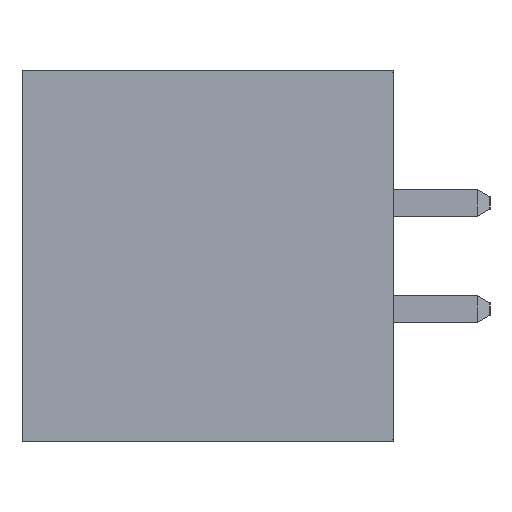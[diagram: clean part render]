
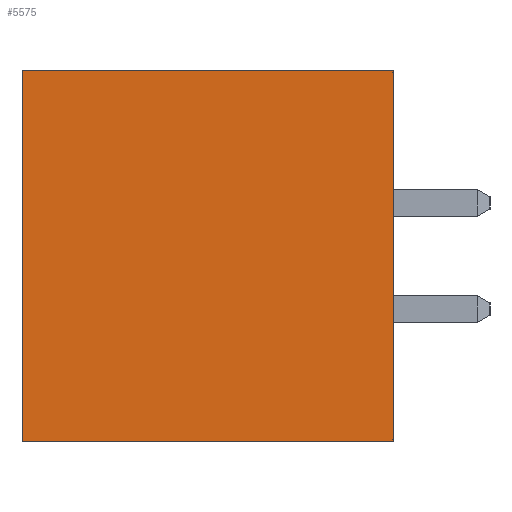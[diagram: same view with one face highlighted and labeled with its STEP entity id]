
A CAD part, left-side view. The second image highlights one B-rep face of the part: STEP entity #5575.
In plain terms, the highlighted planar face has unit normal (-1, 0, 0).
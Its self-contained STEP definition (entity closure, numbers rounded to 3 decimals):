
#5536 = CARTESIAN_POINT ( 'NONE',  ( -5.08, 0., -3.18 ) ) ;
#5537 = VERTEX_POINT ( 'NONE', #5536 ) ;
#5538 = CARTESIAN_POINT ( 'NONE',  ( -5.08, 0., 5.72 ) ) ;
#5539 = VERTEX_POINT ( 'NONE', #5538 ) ;
#5540 = CARTESIAN_POINT ( 'NONE',  ( -5.08, 0., 5.72 ) ) ;
#5541 = DIRECTION ( 'NONE',  ( 0., 0., 1. ) ) ;
#5542 = VECTOR ( 'NONE', #5541, 1000. ) ;
#5543 = LINE ( 'NONE', #5540, #5542 ) ;
#5544 = EDGE_CURVE ( 'NONE', #5537, #5539, #5543, .T. ) ;
#5545 = ORIENTED_EDGE ( 'NONE', *, *, #5544, .T. ) ;
#5546 = CARTESIAN_POINT ( 'NONE',  ( -5.08, 8.9, 5.72 ) ) ;
#5547 = VERTEX_POINT ( 'NONE', #5546 ) ;
#5548 = CARTESIAN_POINT ( 'NONE',  ( -5.08, 8.9, 5.72 ) ) ;
#5549 = DIRECTION ( 'NONE',  ( 0., -1., 0. ) ) ;
#5550 = VECTOR ( 'NONE', #5549, 1000. ) ;
#5551 = LINE ( 'NONE', #5548, #5550 ) ;
#5552 = EDGE_CURVE ( 'NONE', #5547, #5539, #5551, .T. ) ;
#5553 = ORIENTED_EDGE ( 'NONE', *, *, #5552, .F. ) ;
#5554 = CARTESIAN_POINT ( 'NONE',  ( -5.08, 8.9, -3.18 ) ) ;
#5555 = VERTEX_POINT ( 'NONE', #5554 ) ;
#5556 = CARTESIAN_POINT ( 'NONE',  ( -5.08, 8.9, 5.72 ) ) ;
#5557 = DIRECTION ( 'NONE',  ( 0., 0., 1. ) ) ;
#5558 = VECTOR ( 'NONE', #5557, 1000. ) ;
#5559 = LINE ( 'NONE', #5556, #5558 ) ;
#5560 = EDGE_CURVE ( 'NONE', #5555, #5547, #5559, .T. ) ;
#5561 = ORIENTED_EDGE ( 'NONE', *, *, #5560, .F. ) ;
#5562 = CARTESIAN_POINT ( 'NONE',  ( -5.08, 8.9, -3.18 ) ) ;
#5563 = DIRECTION ( 'NONE',  ( 0., -1., 0. ) ) ;
#5564 = VECTOR ( 'NONE', #5563, 1000. ) ;
#5565 = LINE ( 'NONE', #5562, #5564 ) ;
#5566 = EDGE_CURVE ( 'NONE', #5555, #5537, #5565, .T. ) ;
#5567 = ORIENTED_EDGE ( 'NONE', *, *, #5566, .T. ) ;
#5568 = EDGE_LOOP ( 'NONE', ( #5545, #5553, #5561, #5567 ) ) ;
#5569 = FACE_OUTER_BOUND ( 'NONE', #5568, .T. ) ;
#5570 = CARTESIAN_POINT ( 'NONE',  ( -5.08, 8.9, 5.72 ) ) ;
#5571 = DIRECTION ( 'NONE',  ( 1., 0., 0. ) ) ;
#5572 = DIRECTION ( 'NONE',  ( 0., 0., -1. ) ) ;
#5573 = AXIS2_PLACEMENT_3D ( 'NONE', #5570, #5571, #5572 ) ;
#5574 = PLANE ( 'NONE', #5573 ) ;
#5575 = ADVANCED_FACE ( 'NONE', ( #5569 ), #5574, .F. ) ;
